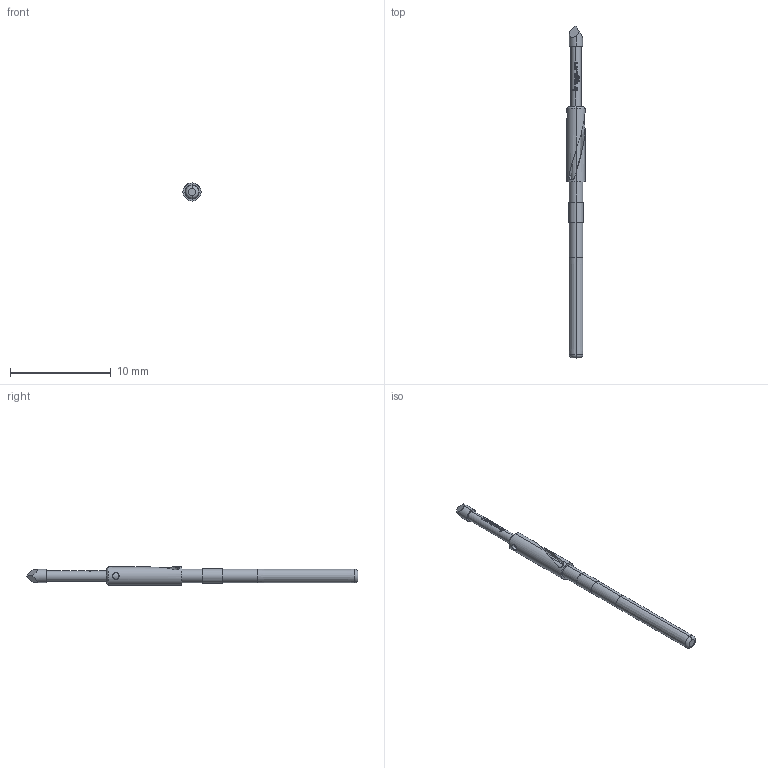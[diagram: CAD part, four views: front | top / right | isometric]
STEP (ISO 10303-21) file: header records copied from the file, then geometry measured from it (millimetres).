
FILE_DESCRIPTION (( 'STEP AP203' ), '1' );
FILE_NAME ('INGUN_GKS-725_207_130_R_xx07_S.STEP', '2021-12-09T07:17:32', ( 'ochi' ), ( '' ), 'SwSTEP 2.0', 'SolidWorks 2018', '' );
FILE_SCHEMA (( 'CONFIG_CONTROL_DESIGN' ));
Length unit declared in the file: millimetre
Products named in the file (1): INGUN_GKS-725_207_130_R_xx07_S
Bounding box: 1.8 x 33 x 1.8 mm (x, y, z)
Volume: 49.3 mm3; surface area: 154.4 mm2
Topology: 1 solids, 1 shells, 119 faces, 322 edges, 213 vertices
Faces by surface type: bspline 54, cylinder 33, plane 23, cone 7, torus 2
Entity records: 4957 total; most frequent: CARTESIAN_POINT 2502, ORIENTED_EDGE 644, EDGE_CURVE 322, DIRECTION 250, B_SPLINE_CURVE_WITH_KNOTS 225, VERTEX_POINT 213, EDGE_LOOP 127, FACE_OUTER_BOUND 119
